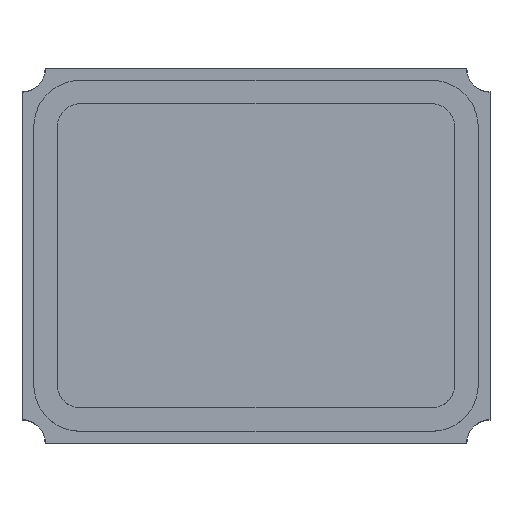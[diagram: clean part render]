
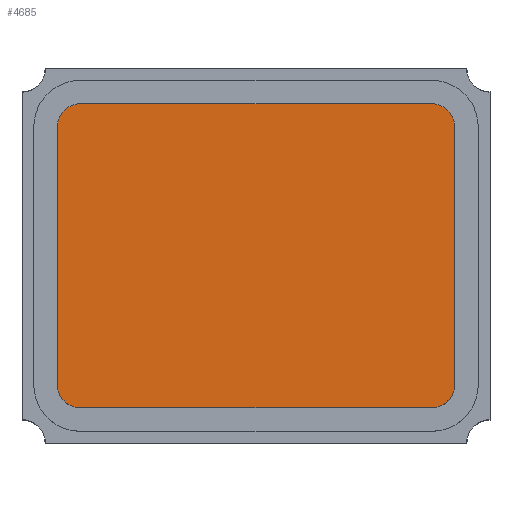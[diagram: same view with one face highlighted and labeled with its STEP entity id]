
A CAD part, top view. The second image highlights one B-rep face of the part: STEP entity #4685.
In plain terms, the highlighted planar face has unit normal (0, 0, 1).
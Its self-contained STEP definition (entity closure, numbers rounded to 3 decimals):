
#68 = CARTESIAN_POINT ( 'NONE',  ( -0.75, -0.65, 0.75 ) ) ;
#138 = CARTESIAN_POINT ( 'NONE',  ( -0.75, 0.55, 0.75 ) ) ;
#330 = DIRECTION ( 'NONE',  ( 1., 0., 0. ) ) ;
#448 = CARTESIAN_POINT ( 'NONE',  ( -0.75, -0.55, 0.75 ) ) ;
#486 = DIRECTION ( 'NONE',  ( 0., 0., 1. ) ) ;
#532 = DIRECTION ( 'NONE',  ( 1., 0., 0. ) ) ;
#697 = VERTEX_POINT ( 'NONE', #68 ) ;
#829 = VERTEX_POINT ( 'NONE', #2151 ) ;
#851 = LINE ( 'NONE', #4226, #3994 ) ;
#877 = DIRECTION ( 'NONE',  ( 1., 0., 0. ) ) ;
#890 = VECTOR ( 'NONE', #1102, 1000. ) ;
#895 = EDGE_CURVE ( 'NONE', #4069, #4540, #4601, .T. ) ;
#902 = LINE ( 'NONE', #5255, #3134 ) ;
#1017 = EDGE_CURVE ( 'NONE', #1534, #2661, #3378, .T. ) ;
#1091 = CIRCLE ( 'NONE', #3164, 0.1 ) ;
#1102 = DIRECTION ( 'NONE',  ( 1., 0., 0. ) ) ;
#1468 = AXIS2_PLACEMENT_3D ( 'NONE', #4502, #1968, #4897 ) ;
#1534 = VERTEX_POINT ( 'NONE', #3411 ) ;
#1550 = ORIENTED_EDGE ( 'NONE', *, *, #4591, .T. ) ;
#1565 = AXIS2_PLACEMENT_3D ( 'NONE', #3147, #4683, #2592 ) ;
#1635 = CARTESIAN_POINT ( 'NONE',  ( -0.85, 0.55, 0.75 ) ) ;
#1651 = VERTEX_POINT ( 'NONE', #2082 ) ;
#1768 = EDGE_CURVE ( 'NONE', #2654, #4069, #902, .T. ) ;
#1830 = ORIENTED_EDGE ( 'NONE', *, *, #5274, .T. ) ;
#1968 = DIRECTION ( 'NONE',  ( 0., 0., 1. ) ) ;
#2082 = CARTESIAN_POINT ( 'NONE',  ( 0.75, -0.65, 0.75 ) ) ;
#2151 = CARTESIAN_POINT ( 'NONE',  ( -0.85, -0.55, 0.75 ) ) ;
#2157 = DIRECTION ( 'NONE',  ( -1., 0., 0. ) ) ;
#2193 = DIRECTION ( 'NONE',  ( 0., 1., 0. ) ) ;
#2239 = ORIENTED_EDGE ( 'NONE', *, *, #3848, .T. ) ;
#2311 = ORIENTED_EDGE ( 'NONE', *, *, #1017, .T. ) ;
#2472 = LINE ( 'NONE', #3213, #890 ) ;
#2568 = CARTESIAN_POINT ( 'NONE',  ( 0.75, 0.65, 0.75 ) ) ;
#2592 = DIRECTION ( 'NONE',  ( 1., 0., 0. ) ) ;
#2654 = VERTEX_POINT ( 'NONE', #3212 ) ;
#2661 = VERTEX_POINT ( 'NONE', #1635 ) ;
#2662 = ORIENTED_EDGE ( 'NONE', *, *, #5463, .T. ) ;
#2887 = DIRECTION ( 'NONE',  ( 0., 0., 1. ) ) ;
#3067 = LINE ( 'NONE', #2568, #3536 ) ;
#3134 = VECTOR ( 'NONE', #2193, 1000. ) ;
#3147 = CARTESIAN_POINT ( 'NONE',  ( 0.75, 0.55, 0.75 ) ) ;
#3164 = AXIS2_PLACEMENT_3D ( 'NONE', #448, #3421, #877 ) ;
#3212 = CARTESIAN_POINT ( 'NONE',  ( 0.85, -0.55, 0.75 ) ) ;
#3213 = CARTESIAN_POINT ( 'NONE',  ( -0.75, -0.65, 0.75 ) ) ;
#3378 = CIRCLE ( 'NONE', #4515, 0.1 ) ;
#3411 = CARTESIAN_POINT ( 'NONE',  ( -0.75, 0.65, 0.75 ) ) ;
#3421 = DIRECTION ( 'NONE',  ( 0., 0., 1. ) ) ;
#3536 = VECTOR ( 'NONE', #2157, 1000. ) ;
#3578 = EDGE_CURVE ( 'NONE', #829, #697, #1091, .T. ) ;
#3588 = CARTESIAN_POINT ( 'NONE',  ( 0.75, 0.65, 0.75 ) ) ;
#3717 = PLANE ( 'NONE',  #5400 ) ;
#3848 = EDGE_CURVE ( 'NONE', #697, #1651, #2472, .T. ) ;
#3994 = VECTOR ( 'NONE', #4633, 1000. ) ;
#4069 = VERTEX_POINT ( 'NONE', #4273 ) ;
#4204 = ORIENTED_EDGE ( 'NONE', *, *, #1768, .T. ) ;
#4226 = CARTESIAN_POINT ( 'NONE',  ( -0.85, 0.55, 0.75 ) ) ;
#4273 = CARTESIAN_POINT ( 'NONE',  ( 0.85, 0.55, 0.75 ) ) ;
#4502 = CARTESIAN_POINT ( 'NONE',  ( 0.75, -0.55, 0.75 ) ) ;
#4515 = AXIS2_PLACEMENT_3D ( 'NONE', #138, #486, #532 ) ;
#4540 = VERTEX_POINT ( 'NONE', #3588 ) ;
#4591 = EDGE_CURVE ( 'NONE', #1651, #2654, #4887, .T. ) ;
#4601 = CIRCLE ( 'NONE', #1565, 0.1 ) ;
#4633 = DIRECTION ( 'NONE',  ( 0., -1., 0. ) ) ;
#4683 = DIRECTION ( 'NONE',  ( 0., 0., 1. ) ) ;
#4685 = ADVANCED_FACE ( 'NONE', ( #5244 ), #3717, .T. ) ;
#4856 = EDGE_LOOP ( 'NONE', ( #1550, #4204, #5110, #1830, #2311, #2662, #4931, #2239 ) ) ;
#4887 = CIRCLE ( 'NONE', #1468, 0.1 ) ;
#4897 = DIRECTION ( 'NONE',  ( 1., 0., 0. ) ) ;
#4931 = ORIENTED_EDGE ( 'NONE', *, *, #3578, .T. ) ;
#5110 = ORIENTED_EDGE ( 'NONE', *, *, #895, .T. ) ;
#5244 = FACE_OUTER_BOUND ( 'NONE', #4856, .T. ) ;
#5255 = CARTESIAN_POINT ( 'NONE',  ( 0.85, -0.55, 0.75 ) ) ;
#5274 = EDGE_CURVE ( 'NONE', #4540, #1534, #3067, .T. ) ;
#5386 = CARTESIAN_POINT ( 'NONE',  ( 0.75, -0.55, 0.75 ) ) ;
#5400 = AXIS2_PLACEMENT_3D ( 'NONE', #5386, #2887, #330 ) ;
#5463 = EDGE_CURVE ( 'NONE', #2661, #829, #851, .T. ) ;
